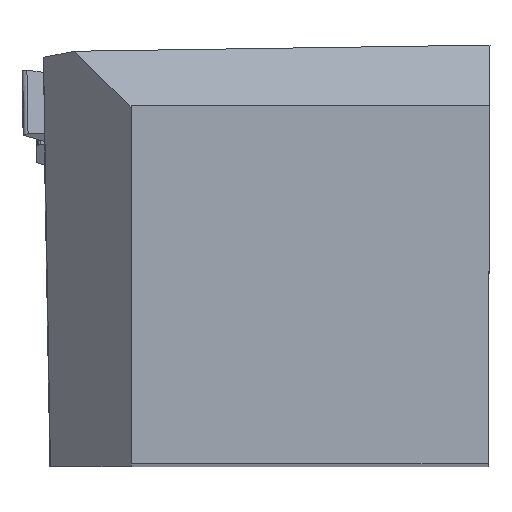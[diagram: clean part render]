
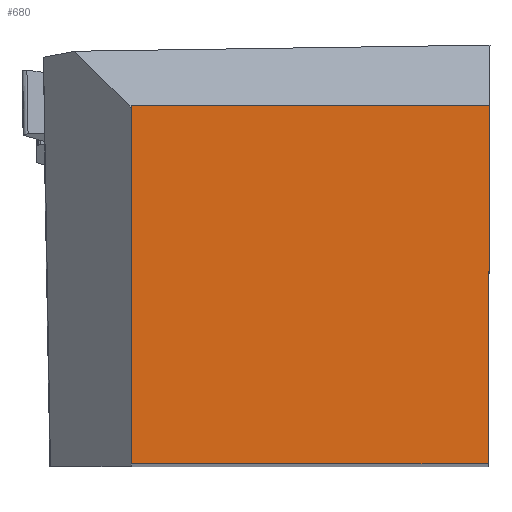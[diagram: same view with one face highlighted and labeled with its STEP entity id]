
A CAD part, top view. The second image highlights one B-rep face of the part: STEP entity #680.
In plain terms, the highlighted planar face has unit normal (0, 0, 1).
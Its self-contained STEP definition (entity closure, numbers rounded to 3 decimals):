
#173=PLANE('',#1886);
#251=FACE_OUTER_BOUND('',#797,.T.);
#402=LINE('',#2969,#575);
#421=LINE('',#3006,#594);
#422=LINE('',#3008,#595);
#423=LINE('',#3010,#596);
#575=VECTOR('',#2306,1.);
#594=VECTOR('',#2335,1.);
#595=VECTOR('',#2336,1.);
#596=VECTOR('',#2337,1.);
#680=ADVANCED_FACE('BLANK_BOXF006',(#251),#173,.F.);
#797=EDGE_LOOP('',(#1227,#1228,#1229,#1230));
#1227=ORIENTED_EDGE('',*,*,#1642,.F.);
#1228=ORIENTED_EDGE('',*,*,#1623,.F.);
#1229=ORIENTED_EDGE('',*,*,#1643,.F.);
#1230=ORIENTED_EDGE('',*,*,#1644,.F.);
#1404=VERTEX_POINT('',#2968);
#1405=VERTEX_POINT('',#2970);
#1418=VERTEX_POINT('',#3007);
#1419=VERTEX_POINT('',#3009);
#1623=EDGE_CURVE('',#1404,#1405,#402,.T.);
#1642=EDGE_CURVE('',#1405,#1418,#421,.T.);
#1643=EDGE_CURVE('',#1419,#1404,#422,.T.);
#1644=EDGE_CURVE('',#1418,#1419,#423,.T.);
#1886=AXIS2_PLACEMENT_3D('',#3011,#2338,#2339);
#2306=DIRECTION('',(-1.,0.,0.));
#2335=DIRECTION('',(0.,1.,0.));
#2336=DIRECTION('',(-0.004,-1.,0.));
#2337=DIRECTION('',(1.,0.,0.));
#2338=DIRECTION('',(0.,0.,-1.));
#2339=DIRECTION('',(0.,-1.,0.));
#2968=CARTESIAN_POINT('',(-0.139,0.,0.));
#2969=CARTESIAN_POINT('',(171.35,0.,0.));
#2970=CARTESIAN_POINT('',(-31.85,0.,0.));
#3006=CARTESIAN_POINT('',(-31.85,-171.35,0.));
#3007=CARTESIAN_POINT('',(-31.85,31.85,0.));
#3008=CARTESIAN_POINT('',(0.609,171.348,0.));
#3009=CARTESIAN_POINT('',(0.,31.85,0.));
#3010=CARTESIAN_POINT('',(-171.35,31.85,0.));
#3011=CARTESIAN_POINT('',(-72.2,-5.,0.));
